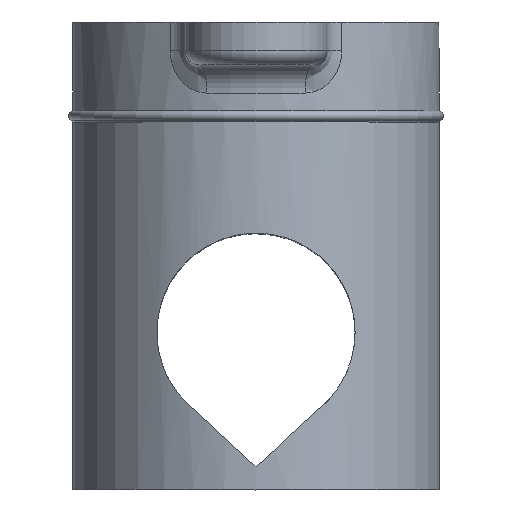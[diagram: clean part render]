
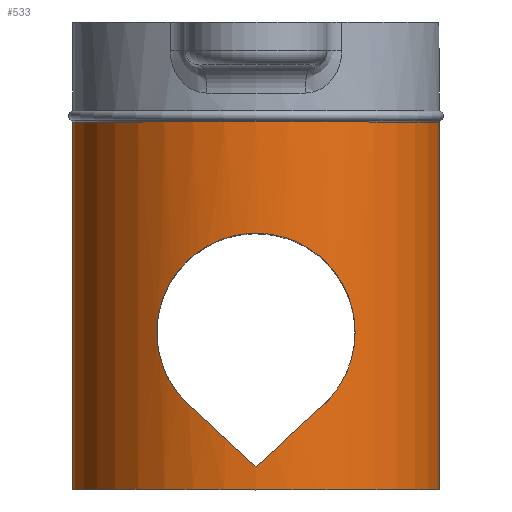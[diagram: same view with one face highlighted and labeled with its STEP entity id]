
A CAD part, top view. The second image highlights one B-rep face of the part: STEP entity #533.
In plain terms, the highlighted cylindrical face has radius 12.96 mm (diameter 25.92 mm), a full revolution.
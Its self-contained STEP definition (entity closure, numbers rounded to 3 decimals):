
#34=FACE_BOUND('',#98,.T.);
#35=FACE_BOUND('',#99,.T.);
#36=ELLIPSE('',#587,17.578,12.96);
#37=ELLIPSE('',#588,17.578,12.96);
#38=ELLIPSE('',#589,17.578,12.96);
#39=ELLIPSE('',#590,17.578,12.96);
#40=B_SPLINE_CURVE_WITH_KNOTS('',3,(#846,#847,#848,#849,#850,#851,#852,
#853,#854,#855,#856,#857,#858,#859,#860,#861,#862,#863,#864,#865,#866,#867,
#868,#869,#870,#871,#872,#873,#874,#875,#876),.UNSPECIFIED.,.F.,.F.,(4,
2,2,2,2,2,2,2,2,2,2,3,2,2,4),(-2.734,-2.702,-2.432,
-2.161,-1.89,-1.62,-1.35,
-1.081,-0.811,-0.541,-0.271,
0.,0.271,0.541,0.573),.UNSPECIFIED.);
#41=B_SPLINE_CURVE_WITH_KNOTS('',3,(#882,#883,#884,#885,#886,#887,#888,
#889,#890,#891,#892,#893,#894,#895,#896,#897,#898,#899,#900,#901,#902,#903,
#904,#905,#906,#907,#908,#909,#910,#911,#912),.UNSPECIFIED.,.F.,.F.,(4,
2,2,3,2,2,2,2,2,2,2,2,2,2,4),(-0.573,-0.541,-0.271,
0.,0.271,0.541,0.811,1.081,
1.35,1.62,1.89,2.161,2.432,
2.702,2.734),.UNSPECIFIED.);
#50=CYLINDRICAL_SURFACE('',#584,12.96);
#64=FACE_OUTER_BOUND('',#97,.T.);
#97=EDGE_LOOP('',(#371,#372,#373,#374,#375,#376));
#98=EDGE_LOOP('',(#377,#378,#379));
#99=EDGE_LOOP('',(#380,#381,#382));
#132=LINE('',#843,#162);
#162=VECTOR('',#670,12.96);
#191=CIRCLE('',#580,12.96);
#192=CIRCLE('',#581,12.96);
#195=CIRCLE('',#585,12.96);
#196=CIRCLE('',#586,12.96);
#230=VERTEX_POINT('',#829);
#231=VERTEX_POINT('',#830);
#234=VERTEX_POINT('',#839);
#235=VERTEX_POINT('',#840);
#236=VERTEX_POINT('',#844);
#237=VERTEX_POINT('',#845);
#238=VERTEX_POINT('',#877);
#239=VERTEX_POINT('',#880);
#240=VERTEX_POINT('',#881);
#241=VERTEX_POINT('',#913);
#282=EDGE_CURVE('',#230,#231,#191,.T.);
#283=EDGE_CURVE('',#231,#230,#192,.T.);
#287=EDGE_CURVE('',#234,#235,#195,.T.);
#288=EDGE_CURVE('',#235,#234,#196,.T.);
#289=EDGE_CURVE('',#235,#231,#132,.T.);
#290=EDGE_CURVE('',#236,#237,#40,.T.);
#291=EDGE_CURVE('',#237,#238,#36,.T.);
#292=EDGE_CURVE('',#238,#236,#37,.T.);
#293=EDGE_CURVE('',#239,#240,#41,.T.);
#294=EDGE_CURVE('',#240,#241,#38,.T.);
#295=EDGE_CURVE('',#241,#239,#39,.T.);
#371=ORIENTED_EDGE('',*,*,#287,.F.);
#372=ORIENTED_EDGE('',*,*,#288,.F.);
#373=ORIENTED_EDGE('',*,*,#289,.T.);
#374=ORIENTED_EDGE('',*,*,#282,.F.);
#375=ORIENTED_EDGE('',*,*,#283,.F.);
#376=ORIENTED_EDGE('',*,*,#289,.F.);
#377=ORIENTED_EDGE('',*,*,#290,.T.);
#378=ORIENTED_EDGE('',*,*,#291,.T.);
#379=ORIENTED_EDGE('',*,*,#292,.T.);
#380=ORIENTED_EDGE('',*,*,#293,.T.);
#381=ORIENTED_EDGE('',*,*,#294,.T.);
#382=ORIENTED_EDGE('',*,*,#295,.T.);
#533=ADVANCED_FACE('',(#64,#34,#35),#50,.T.);
#580=AXIS2_PLACEMENT_3D('',#831,#655,#656);
#581=AXIS2_PLACEMENT_3D('',#832,#657,#658);
#584=AXIS2_PLACEMENT_3D('',#838,#664,#665);
#585=AXIS2_PLACEMENT_3D('',#841,#666,#667);
#586=AXIS2_PLACEMENT_3D('',#842,#668,#669);
#587=AXIS2_PLACEMENT_3D('',#878,#671,#672);
#588=AXIS2_PLACEMENT_3D('',#879,#673,#674);
#589=AXIS2_PLACEMENT_3D('',#914,#675,#676);
#590=AXIS2_PLACEMENT_3D('',#915,#677,#678);
#655=DIRECTION('center_axis',(0.,1.,0.));
#656=DIRECTION('ref_axis',(-1.,0.,0.));
#657=DIRECTION('center_axis',(0.,1.,0.));
#658=DIRECTION('ref_axis',(-1.,0.,0.));
#664=DIRECTION('center_axis',(0.,-1.,0.));
#665=DIRECTION('ref_axis',(1.,0.,0.));
#666=DIRECTION('center_axis',(0.,-1.,0.));
#667=DIRECTION('ref_axis',(1.,0.,0.));
#668=DIRECTION('center_axis',(0.,-1.,0.));
#669=DIRECTION('ref_axis',(1.,0.,0.));
#670=DIRECTION('',(0.,1.,0.));
#671=DIRECTION('center_axis',(-0.676,-0.737,0.));
#672=DIRECTION('ref_axis',(0.737,-0.676,0.));
#673=DIRECTION('center_axis',(0.676,-0.737,0.));
#674=DIRECTION('ref_axis',(0.737,0.676,0.));
#675=DIRECTION('center_axis',(0.676,-0.737,0.));
#676=DIRECTION('ref_axis',(0.737,0.676,0.));
#677=DIRECTION('center_axis',(-0.676,-0.737,0.));
#678=DIRECTION('ref_axis',(0.737,-0.676,0.));
#829=CARTESIAN_POINT('',(12.96,25.957,0.));
#830=CARTESIAN_POINT('',(-12.96,25.957,0.));
#831=CARTESIAN_POINT('Origin',(0.,25.957,0.));
#832=CARTESIAN_POINT('Origin',(0.,25.957,0.));
#838=CARTESIAN_POINT('Origin',(0.,13.029,0.));
#839=CARTESIAN_POINT('',(12.96,0.,0.));
#840=CARTESIAN_POINT('',(-12.96,0.,0.));
#841=CARTESIAN_POINT('Origin',(0.,0.,0.));
#842=CARTESIAN_POINT('Origin',(0.,0.,0.));
#843=CARTESIAN_POINT('',(-12.96,13.029,0.));
#844=CARTESIAN_POINT('',(4.729,5.939,-12.066));
#845=CARTESIAN_POINT('',(-4.729,5.939,-12.066));
#846=CARTESIAN_POINT('Ctrl Pts',(4.729,5.939,-12.066));
#847=CARTESIAN_POINT('Ctrl Pts',(4.805,6.008,-12.037));
#848=CARTESIAN_POINT('Ctrl Pts',(4.878,6.079,-12.007));
#849=CARTESIAN_POINT('Ctrl Pts',(5.562,6.763,-11.724));
#850=CARTESIAN_POINT('Ctrl Pts',(6.097,7.537,-11.444));
#851=CARTESIAN_POINT('Ctrl Pts',(6.816,9.253,-11.031));
#852=CARTESIAN_POINT('Ctrl Pts',(7.,10.198,-10.907));
#853=CARTESIAN_POINT('Ctrl Pts',(7.,12.002,-10.907));
#854=CARTESIAN_POINT('Ctrl Pts',(6.816,12.947,-11.031));
#855=CARTESIAN_POINT('Ctrl Pts',(6.097,14.663,-11.444));
#856=CARTESIAN_POINT('Ctrl Pts',(5.562,15.437,-11.724));
#857=CARTESIAN_POINT('Ctrl Pts',(4.34,16.66,-12.23));
#858=CARTESIAN_POINT('Ctrl Pts',(3.565,17.196,-12.491));
#859=CARTESIAN_POINT('Ctrl Pts',(1.845,17.917,-12.858));
#860=CARTESIAN_POINT('Ctrl Pts',(0.899,18.1,-12.96));
#861=CARTESIAN_POINT('Ctrl Pts',(-0.899,18.1,-12.96));
#862=CARTESIAN_POINT('Ctrl Pts',(-1.845,17.917,-12.858));
#863=CARTESIAN_POINT('Ctrl Pts',(-3.565,17.196,-12.491));
#864=CARTESIAN_POINT('Ctrl Pts',(-4.34,16.66,-12.23));
#865=CARTESIAN_POINT('Ctrl Pts',(-5.562,15.437,-11.724));
#866=CARTESIAN_POINT('Ctrl Pts',(-6.097,14.663,-11.444));
#867=CARTESIAN_POINT('Ctrl Pts',(-6.816,12.947,-11.031));
#868=CARTESIAN_POINT('Ctrl Pts',(-7.,12.002,-10.907));
#869=CARTESIAN_POINT('Ctrl Pts',(-7.,11.1,-10.907));
#870=CARTESIAN_POINT('Ctrl Pts',(-7.,10.198,-10.907));
#871=CARTESIAN_POINT('Ctrl Pts',(-6.816,9.253,-11.031));
#872=CARTESIAN_POINT('Ctrl Pts',(-6.097,7.537,-11.444));
#873=CARTESIAN_POINT('Ctrl Pts',(-5.562,6.763,-11.724));
#874=CARTESIAN_POINT('Ctrl Pts',(-4.878,6.079,-12.007));
#875=CARTESIAN_POINT('Ctrl Pts',(-4.805,6.008,-12.037));
#876=CARTESIAN_POINT('Ctrl Pts',(-4.729,5.939,-12.066));
#877=CARTESIAN_POINT('',(0.,1.606,-12.96));
#878=CARTESIAN_POINT('Origin',(0.,1.606,0.));
#879=CARTESIAN_POINT('Origin',(0.,1.606,0.));
#880=CARTESIAN_POINT('',(-4.729,5.939,12.066));
#881=CARTESIAN_POINT('',(4.729,5.939,12.066));
#882=CARTESIAN_POINT('Ctrl Pts',(-4.729,5.939,12.066));
#883=CARTESIAN_POINT('Ctrl Pts',(-4.805,6.008,12.037));
#884=CARTESIAN_POINT('Ctrl Pts',(-4.878,6.079,12.007));
#885=CARTESIAN_POINT('Ctrl Pts',(-5.562,6.763,11.724));
#886=CARTESIAN_POINT('Ctrl Pts',(-6.097,7.537,11.444));
#887=CARTESIAN_POINT('Ctrl Pts',(-6.816,9.253,11.031));
#888=CARTESIAN_POINT('Ctrl Pts',(-7.,10.198,10.907));
#889=CARTESIAN_POINT('Ctrl Pts',(-7.,11.1,10.907));
#890=CARTESIAN_POINT('Ctrl Pts',(-7.,12.002,10.907));
#891=CARTESIAN_POINT('Ctrl Pts',(-6.816,12.947,11.031));
#892=CARTESIAN_POINT('Ctrl Pts',(-6.097,14.663,11.444));
#893=CARTESIAN_POINT('Ctrl Pts',(-5.562,15.437,11.724));
#894=CARTESIAN_POINT('Ctrl Pts',(-4.34,16.66,12.23));
#895=CARTESIAN_POINT('Ctrl Pts',(-3.565,17.196,12.491));
#896=CARTESIAN_POINT('Ctrl Pts',(-1.845,17.917,12.858));
#897=CARTESIAN_POINT('Ctrl Pts',(-0.899,18.1,12.96));
#898=CARTESIAN_POINT('Ctrl Pts',(0.899,18.1,12.96));
#899=CARTESIAN_POINT('Ctrl Pts',(1.845,17.917,12.858));
#900=CARTESIAN_POINT('Ctrl Pts',(3.565,17.196,12.491));
#901=CARTESIAN_POINT('Ctrl Pts',(4.34,16.66,12.23));
#902=CARTESIAN_POINT('Ctrl Pts',(5.562,15.437,11.724));
#903=CARTESIAN_POINT('Ctrl Pts',(6.097,14.663,11.444));
#904=CARTESIAN_POINT('Ctrl Pts',(6.816,12.947,11.031));
#905=CARTESIAN_POINT('Ctrl Pts',(7.,12.002,10.907));
#906=CARTESIAN_POINT('Ctrl Pts',(7.,10.198,10.907));
#907=CARTESIAN_POINT('Ctrl Pts',(6.816,9.253,11.031));
#908=CARTESIAN_POINT('Ctrl Pts',(6.097,7.537,11.444));
#909=CARTESIAN_POINT('Ctrl Pts',(5.562,6.763,11.724));
#910=CARTESIAN_POINT('Ctrl Pts',(4.878,6.079,12.007));
#911=CARTESIAN_POINT('Ctrl Pts',(4.805,6.008,12.037));
#912=CARTESIAN_POINT('Ctrl Pts',(4.729,5.939,12.066));
#913=CARTESIAN_POINT('',(0.,1.606,12.96));
#914=CARTESIAN_POINT('Origin',(0.,1.606,0.));
#915=CARTESIAN_POINT('Origin',(0.,1.606,0.));
